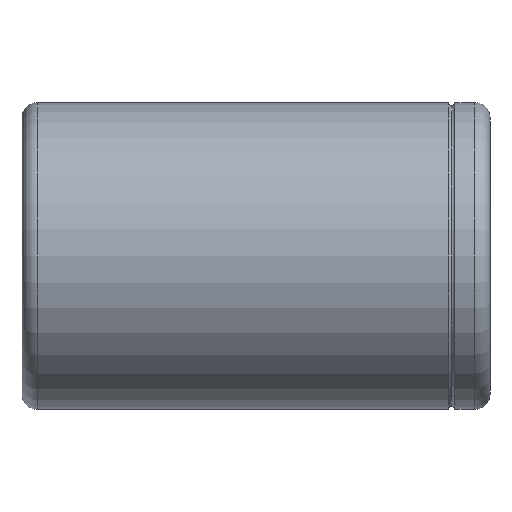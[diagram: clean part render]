
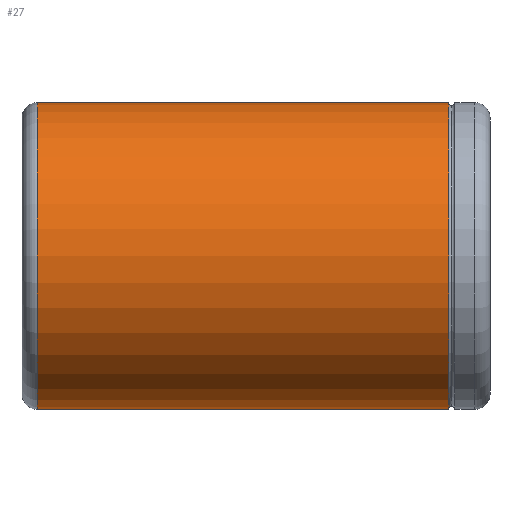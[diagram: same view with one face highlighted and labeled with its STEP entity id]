
A CAD part, front view. The second image highlights one B-rep face of the part: STEP entity #27.
In plain terms, the highlighted cylindrical face has radius 10 mm (diameter 20 mm), a partial arc.
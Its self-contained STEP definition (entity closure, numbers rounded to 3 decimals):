
#21 = ORIENTED_EDGE ( 'NONE', *, *, #447, .F. ) ;
#24 = AXIS2_PLACEMENT_3D ( 'NONE', #73, #860, #361 ) ;
#27 = ADVANCED_FACE ( 'NONE', ( #810 ), #199, .T. ) ;
#61 = CARTESIAN_POINT ( 'NONE',  ( 0., 0., 0. ) ) ;
#64 = VERTEX_POINT ( 'NONE', #829 ) ;
#73 = CARTESIAN_POINT ( 'NONE',  ( 27.8, 0., 0. ) ) ;
#77 = DIRECTION ( 'NONE',  ( 1., 0., 0. ) ) ;
#93 = ORIENTED_EDGE ( 'NONE', *, *, #225, .T. ) ;
#105 = VERTEX_POINT ( 'NONE', #273 ) ;
#153 = LINE ( 'NONE', #640, #737 ) ;
#166 = CARTESIAN_POINT ( 'NONE',  ( 27.8, 0., -10. ) ) ;
#196 = ORIENTED_EDGE ( 'NONE', *, *, #831, .T. ) ;
#199 = CYLINDRICAL_SURFACE ( 'NONE', #707, 10. ) ;
#225 = EDGE_CURVE ( 'NONE', #64, #848, #674, .T. ) ;
#240 = CARTESIAN_POINT ( 'NONE',  ( 1., 0., 0. ) ) ;
#273 = CARTESIAN_POINT ( 'NONE',  ( 27.8, 0., 10. ) ) ;
#356 = DIRECTION ( 'NONE',  ( -1., 0., 0. ) ) ;
#361 = DIRECTION ( 'NONE',  ( 0., 0., -1. ) ) ;
#434 = DIRECTION ( 'NONE',  ( 0., 0., 1. ) ) ;
#447 = EDGE_CURVE ( 'NONE', #736, #848, #153, .T. ) ;
#453 = EDGE_LOOP ( 'NONE', ( #21, #514, #196, #93 ) ) ;
#493 = CARTESIAN_POINT ( 'NONE',  ( 1., 0., -10. ) ) ;
#497 = VECTOR ( 'NONE', #637, 1000. ) ;
#511 = EDGE_CURVE ( 'NONE', #736, #105, #529, .T. ) ;
#514 = ORIENTED_EDGE ( 'NONE', *, *, #511, .T. ) ;
#529 = CIRCLE ( 'NONE', #24, 10. ) ;
#545 = DIRECTION ( 'NONE',  ( 0., 0., 1. ) ) ;
#630 = AXIS2_PLACEMENT_3D ( 'NONE', #240, #77, #434 ) ;
#637 = DIRECTION ( 'NONE',  ( -1., 0., 0. ) ) ;
#640 = CARTESIAN_POINT ( 'NONE',  ( 0., 0., -10. ) ) ;
#674 = CIRCLE ( 'NONE', #630, 10. ) ;
#707 = AXIS2_PLACEMENT_3D ( 'NONE', #61, #356, #545 ) ;
#713 = CARTESIAN_POINT ( 'NONE',  ( 0., 0., 10. ) ) ;
#736 = VERTEX_POINT ( 'NONE', #166 ) ;
#737 = VECTOR ( 'NONE', #917, 1000. ) ;
#793 = LINE ( 'NONE', #713, #497 ) ;
#810 = FACE_OUTER_BOUND ( 'NONE', #453, .T. ) ;
#829 = CARTESIAN_POINT ( 'NONE',  ( 1., 0., 10. ) ) ;
#831 = EDGE_CURVE ( 'NONE', #105, #64, #793, .T. ) ;
#848 = VERTEX_POINT ( 'NONE', #493 ) ;
#860 = DIRECTION ( 'NONE',  ( -1., 0., 0. ) ) ;
#917 = DIRECTION ( 'NONE',  ( -1., 0., 0. ) ) ;
